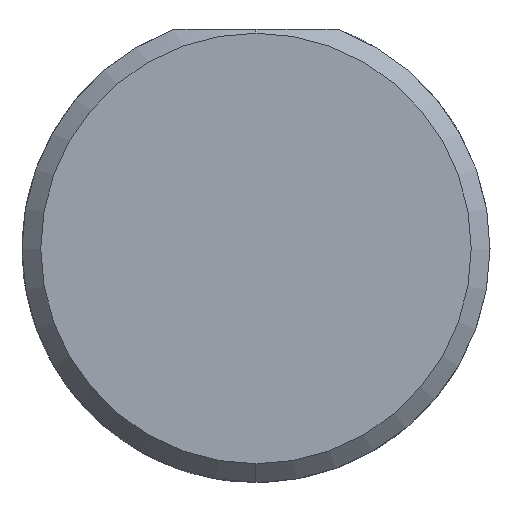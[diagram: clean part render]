
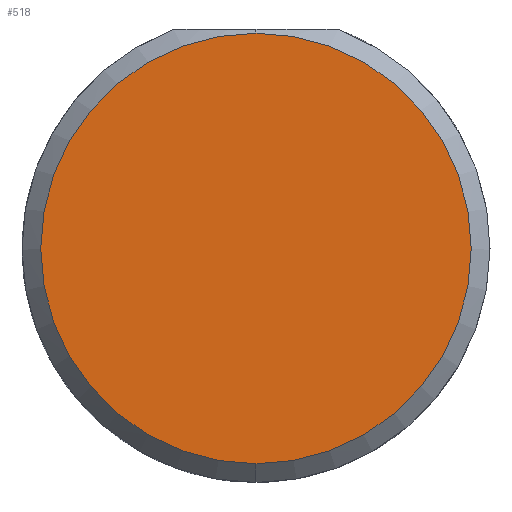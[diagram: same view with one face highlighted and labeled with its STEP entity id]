
A CAD part, left-side view. The second image highlights one B-rep face of the part: STEP entity #518.
In plain terms, the highlighted planar face has unit normal (-1, 0, 0).
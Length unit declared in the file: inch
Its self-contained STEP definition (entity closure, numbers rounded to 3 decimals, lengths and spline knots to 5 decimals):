
#16 = CARTESIAN_POINT ( 'NONE',  ( 0., 0., -0.17235 ) ) ;
#50 = DIRECTION ( 'NONE',  ( -1., 0., 0. ) ) ;
#74 = DIRECTION ( 'NONE',  ( 0., 0., -1. ) ) ;
#83 = CARTESIAN_POINT ( 'NONE',  ( 0., 0., 0. ) ) ;
#139 = CARTESIAN_POINT ( 'NONE',  ( 0., 0., 0. ) ) ;
#144 = AXIS2_PLACEMENT_3D ( 'NONE', #414, #50, #369 ) ;
#148 = VERTEX_POINT ( 'NONE', #306 ) ;
#155 = CIRCLE ( 'NONE', #144, 0.17235 ) ;
#180 = AXIS2_PLACEMENT_3D ( 'NONE', #83, #512, #396 ) ;
#196 = DIRECTION ( 'NONE',  ( 1., 0., 0. ) ) ;
#250 = FACE_OUTER_BOUND ( 'NONE', #287, .T. ) ;
#259 = ORIENTED_EDGE ( 'NONE', *, *, #488, .T. ) ;
#266 = EDGE_CURVE ( 'NONE', #148, #500, #155, .T. ) ;
#287 = EDGE_LOOP ( 'NONE', ( #259, #535 ) ) ;
#306 = CARTESIAN_POINT ( 'NONE',  ( 0., 0., 0.17235 ) ) ;
#369 = DIRECTION ( 'NONE',  ( 0., 0., 1. ) ) ;
#396 = DIRECTION ( 'NONE',  ( 0., 0., 1. ) ) ;
#414 = CARTESIAN_POINT ( 'NONE',  ( 0., 0., 0. ) ) ;
#488 = EDGE_CURVE ( 'NONE', #500, #148, #552, .T. ) ;
#500 = VERTEX_POINT ( 'NONE', #16 ) ;
#512 = DIRECTION ( 'NONE',  ( -1., 0., 0. ) ) ;
#517 = AXIS2_PLACEMENT_3D ( 'NONE', #139, #196, #74 ) ;
#518 = ADVANCED_FACE ( 'NONE', ( #250 ), #556, .F. ) ;
#535 = ORIENTED_EDGE ( 'NONE', *, *, #266, .T. ) ;
#552 = CIRCLE ( 'NONE', #180, 0.17235 ) ;
#556 = PLANE ( 'NONE',  #517 ) ;
